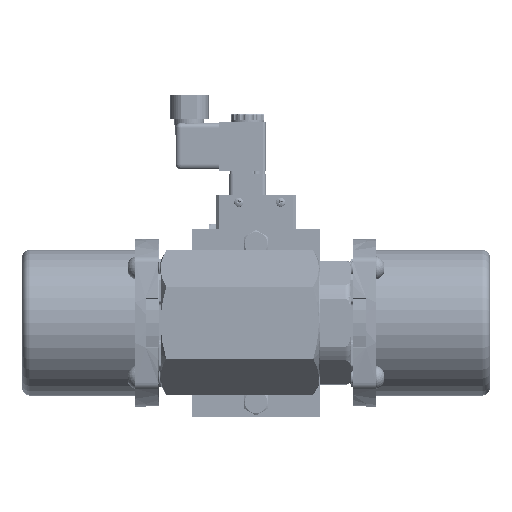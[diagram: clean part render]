
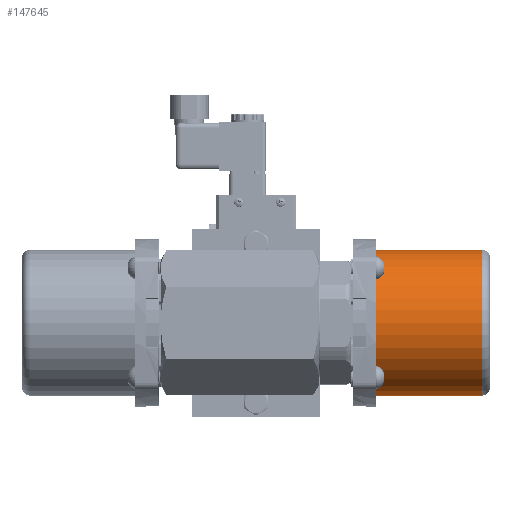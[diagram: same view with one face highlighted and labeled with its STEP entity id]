
A CAD part, front view. The second image highlights one B-rep face of the part: STEP entity #147645.
In plain terms, the highlighted cylindrical face has radius 44.45 mm (diameter 88.9 mm), a partial arc.
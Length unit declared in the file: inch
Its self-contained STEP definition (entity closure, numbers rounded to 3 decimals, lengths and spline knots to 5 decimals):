
#8296 = DIRECTION ( 'NONE',  ( 1., 0., 0. ) ) ;
#12199 = VERTEX_POINT ( 'NONE', #14343 ) ;
#12514 = DIRECTION ( 'NONE',  ( 0., 0., 1. ) ) ;
#12775 = DIRECTION ( 'NONE',  ( -1., 0., 0. ) ) ;
#14343 = CARTESIAN_POINT ( 'NONE',  ( 2.795, 4.079, -1.75 ) ) ;
#15001 = VECTOR ( 'NONE', #12775, 39.37008 ) ;
#16264 = AXIS2_PLACEMENT_3D ( 'NONE', #95877, #8296, #110661 ) ;
#22867 = ORIENTED_EDGE ( 'NONE', *, *, #23119, .T. ) ;
#23119 = EDGE_CURVE ( 'NONE', #121747, #12199, #176364, .T. ) ;
#34373 = ORIENTED_EDGE ( 'NONE', *, *, #166539, .T. ) ;
#39144 = CARTESIAN_POINT ( 'NONE',  ( 5.412, 4.079, 0. ) ) ;
#42250 = CARTESIAN_POINT ( 'NONE',  ( 2.585, 4.079, -1.75 ) ) ;
#50576 = DIRECTION ( 'NONE',  ( -1., 0., 0. ) ) ;
#53837 = DIRECTION ( 'NONE',  ( 0., 0., -1. ) ) ;
#63106 = LINE ( 'NONE', #42250, #15001 ) ;
#79997 = ORIENTED_EDGE ( 'NONE', *, *, #94591, .T. ) ;
#85236 = AXIS2_PLACEMENT_3D ( 'NONE', #187939, #159071, #12514 ) ;
#93995 = CARTESIAN_POINT ( 'NONE',  ( 2.585, 4.079, 1.75 ) ) ;
#94591 = EDGE_CURVE ( 'NONE', #133914, #121747, #125602, .T. ) ;
#94806 = FACE_OUTER_BOUND ( 'NONE', #188375, .T. ) ;
#95165 = AXIS2_PLACEMENT_3D ( 'NONE', #39144, #141484, #53837 ) ;
#95877 = CARTESIAN_POINT ( 'NONE',  ( 2.795, 4.079, 0. ) ) ;
#103708 = VERTEX_POINT ( 'NONE', #109867 ) ;
#109867 = CARTESIAN_POINT ( 'NONE',  ( 5.412, 4.079, -1.75 ) ) ;
#110661 = DIRECTION ( 'NONE',  ( 0., 0., -1. ) ) ;
#115623 = CIRCLE ( 'NONE', #95165, 1.75 ) ;
#115818 = EDGE_CURVE ( 'NONE', #103708, #12199, #63106, .T. ) ;
#121007 = VECTOR ( 'NONE', #50576, 39.37008 ) ;
#121747 = VERTEX_POINT ( 'NONE', #138971 ) ;
#125602 = LINE ( 'NONE', #93995, #121007 ) ;
#126555 = CARTESIAN_POINT ( 'NONE',  ( 5.412, 4.079, 1.75 ) ) ;
#129174 = CYLINDRICAL_SURFACE ( 'NONE', #85236, 1.75 ) ;
#133914 = VERTEX_POINT ( 'NONE', #126555 ) ;
#138971 = CARTESIAN_POINT ( 'NONE',  ( 2.795, 4.079, 1.75 ) ) ;
#141484 = DIRECTION ( 'NONE',  ( -1., 0., 0. ) ) ;
#147645 = ADVANCED_FACE ( 'NONE', ( #94806 ), #129174, .T. ) ;
#159071 = DIRECTION ( 'NONE',  ( -1., 0., 0. ) ) ;
#166539 = EDGE_CURVE ( 'NONE', #103708, #133914, #115623, .T. ) ;
#176364 = CIRCLE ( 'NONE', #16264, 1.75 ) ;
#183256 = ORIENTED_EDGE ( 'NONE', *, *, #115818, .F. ) ;
#187939 = CARTESIAN_POINT ( 'NONE',  ( 2.585, 4.079, 0. ) ) ;
#188375 = EDGE_LOOP ( 'NONE', ( #183256, #34373, #79997, #22867 ) ) ;
